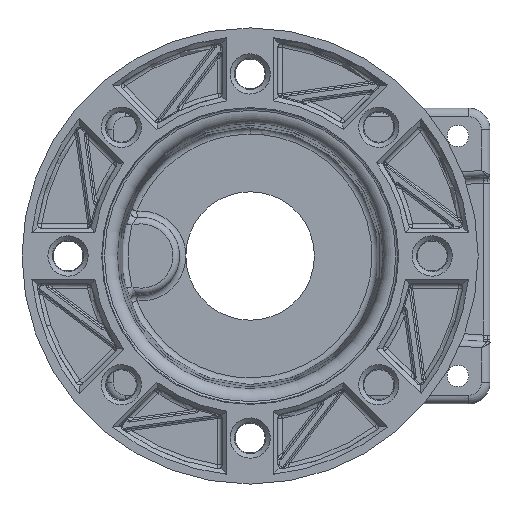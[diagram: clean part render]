
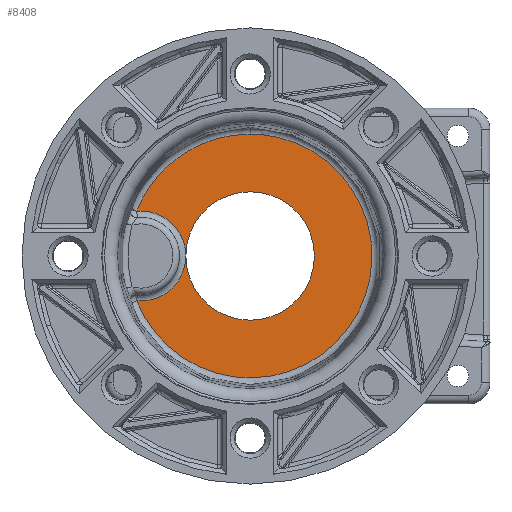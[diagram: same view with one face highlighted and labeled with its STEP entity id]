
A CAD part, left-side view. The second image highlights one B-rep face of the part: STEP entity #8408.
In plain terms, the highlighted planar face has unit normal (-1, 0, 0).
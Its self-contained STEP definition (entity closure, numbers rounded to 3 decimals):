
#179=B_SPLINE_CURVE_WITH_KNOTS('',3,(#11805,#11806,#11807,#11808,#11809,
#11810,#11811),.UNSPECIFIED.,.F.,.F.,(4,1,1,1,4),(0.,0.25,0.5,0.75,1.),
 .UNSPECIFIED.);
#180=B_SPLINE_CURVE_WITH_KNOTS('',3,(#11812,#11813,#11814,#11815,#11816,
#11817,#11818),.UNSPECIFIED.,.F.,.F.,(4,1,1,1,4),(0.,0.25,0.5,0.75,1.),
 .UNSPECIFIED.);
#197=B_SPLINE_CURVE_WITH_KNOTS('',3,(#11934,#11935,#11936,#11937,#11938,
#11939,#11940),.UNSPECIFIED.,.F.,.F.,(4,1,1,1,4),(0.,0.25,0.5,0.75,1.),
 .UNSPECIFIED.);
#198=B_SPLINE_CURVE_WITH_KNOTS('',3,(#11942,#11943,#11944,#11945,#11946,
#11947,#11948,#11949,#11950,#11951,#11952),.UNSPECIFIED.,.F.,.F.,(4,1,1,
1,1,1,1,1,4),(0.,0.125,0.25,0.375,0.5,0.625,0.75,0.875,1.),
 .UNSPECIFIED.);
#1714=PLANE('',#9013);
#2159=ORIENTED_EDGE('',*,*,#4741,.T.);
#2160=ORIENTED_EDGE('',*,*,#4655,.F.);
#2161=ORIENTED_EDGE('',*,*,#4740,.T.);
#2162=ORIENTED_EDGE('',*,*,#4759,.T.);
#2163=ORIENTED_EDGE('',*,*,#4758,.T.);
#4655=EDGE_CURVE('',#5995,#5995,#6812,.T.);
#4740=EDGE_CURVE('',#5995,#6059,#179,.T.);
#4741=EDGE_CURVE('',#6057,#5995,#180,.T.);
#4758=EDGE_CURVE('',#6071,#6057,#197,.T.);
#4759=EDGE_CURVE('',#6059,#6071,#198,.T.);
#5995=VERTEX_POINT('',#11057);
#6057=VERTEX_POINT('',#11786);
#6059=VERTEX_POINT('',#11804);
#6071=VERTEX_POINT('',#11928);
#6812=CIRCLE('',#8951,15.);
#6982=EDGE_LOOP('',(#2159,#2160,#2161,#2162,#2163));
#7611=FACE_BOUND('',#6982,.T.);
#8408=ADVANCED_FACE('',(#7611),#1714,.T.);
#8951=AXIS2_PLACEMENT_3D('',#11056,#9553,#9554);
#9013=AXIS2_PLACEMENT_3D('',#12203,#9694,#9695);
#9553=DIRECTION('',(-1.,0.,0.));
#9554=DIRECTION('',(0.,0.,1.));
#9694=DIRECTION('',(-1.,0.,0.));
#9695=DIRECTION('',(0.,0.,1.));
#11056=CARTESIAN_POINT('',(-20.595,18.403,0.));
#11057=CARTESIAN_POINT('',(-20.595,33.403,0.));
#11786=CARTESIAN_POINT('',(-20.595,44.864,10.456));
#11804=CARTESIAN_POINT('',(-20.595,44.864,-10.456));
#11805=CARTESIAN_POINT('',(-20.595,33.403,0.));
#11806=CARTESIAN_POINT('',(-20.595,33.403,-1.46));
#11807=CARTESIAN_POINT('',(-20.595,34.016,-4.361));
#11808=CARTESIAN_POINT('',(-20.595,36.619,-7.984));
#11809=CARTESIAN_POINT('',(-20.595,40.466,-10.244));
#11810=CARTESIAN_POINT('',(-20.595,43.41,-10.59));
#11811=CARTESIAN_POINT('',(-20.595,44.864,-10.456));
#11812=CARTESIAN_POINT('',(-20.595,44.864,10.456));
#11813=CARTESIAN_POINT('',(-20.595,43.411,10.59));
#11814=CARTESIAN_POINT('',(-20.595,40.465,10.244));
#11815=CARTESIAN_POINT('',(-20.595,36.619,7.984));
#11816=CARTESIAN_POINT('',(-20.595,34.016,4.36));
#11817=CARTESIAN_POINT('',(-20.595,33.403,1.46));
#11818=CARTESIAN_POINT('',(-20.595,33.403,0.));
#11928=CARTESIAN_POINT('',(-20.595,18.403,28.452));
#11934=CARTESIAN_POINT('',(-20.595,18.403,28.452));
#11935=CARTESIAN_POINT('',(-20.595,21.24,28.452));
#11936=CARTESIAN_POINT('',(-20.595,26.897,27.6));
#11937=CARTESIAN_POINT('',(-20.595,34.643,23.88));
#11938=CARTESIAN_POINT('',(-20.595,40.95,18.042));
#11939=CARTESIAN_POINT('',(-20.595,43.821,13.095));
#11940=CARTESIAN_POINT('',(-20.595,44.864,10.456));
#11942=CARTESIAN_POINT('',(-20.595,44.864,-10.456));
#11943=CARTESIAN_POINT('',(-20.595,42.972,-15.243));
#11944=CARTESIAN_POINT('',(-20.595,36.546,-23.738));
#11945=CARTESIAN_POINT('',(-20.595,21.696,-29.699));
#11946=CARTESIAN_POINT('',(-20.595,5.905,-27.14));
#11947=CARTESIAN_POINT('',(-20.595,-6.304,-16.803));
#11948=CARTESIAN_POINT('',(-20.595,-11.431,-1.649));
#11949=CARTESIAN_POINT('',(-20.595,-8.008,13.977));
#11950=CARTESIAN_POINT('',(-20.595,2.994,25.597));
#11951=CARTESIAN_POINT('',(-20.595,13.254,28.452));
#11952=CARTESIAN_POINT('',(-20.595,18.403,28.452));
#12203=CARTESIAN_POINT('',(-20.595,-19.049,-37.452));
